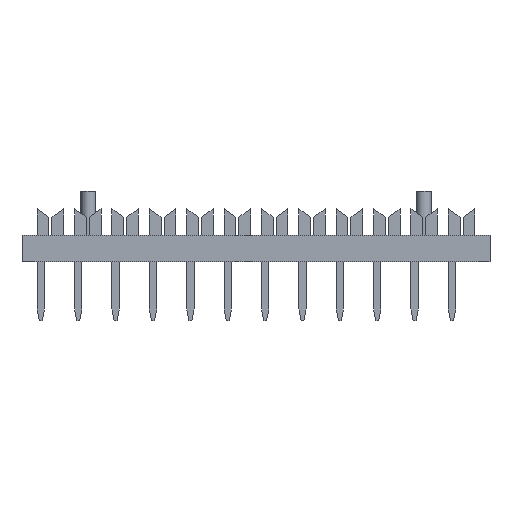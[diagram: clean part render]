
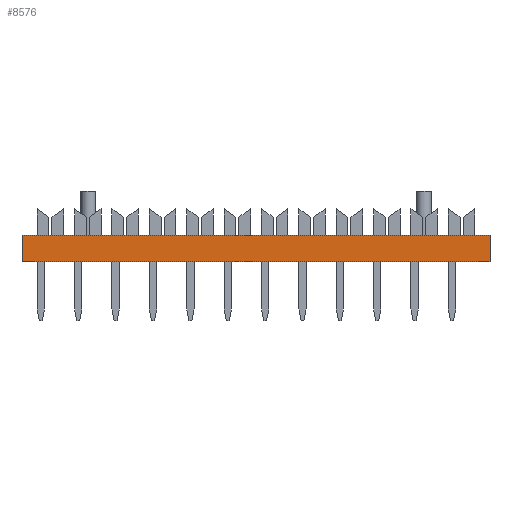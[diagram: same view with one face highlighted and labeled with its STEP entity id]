
A CAD part, left-side view. The second image highlights one B-rep face of the part: STEP entity #8576.
In plain terms, the highlighted planar face has unit normal (-1, 0, 0).
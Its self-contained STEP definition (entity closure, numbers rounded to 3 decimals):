
#497=FACE_OUTER_BOUND('',#943,.T.);
#943=EDGE_LOOP('',(#6710,#6711,#6712,#6713));
#2012=LINE('',#13086,#3100);
#2013=LINE('',#13088,#3101);
#2014=LINE('',#13090,#3102);
#2015=LINE('',#13091,#3103);
#3100=VECTOR('',#10841,10.);
#3101=VECTOR('',#10842,10.);
#3102=VECTOR('',#10843,10.);
#3103=VECTOR('',#10844,10.);
#3890=VERTEX_POINT('',#13084);
#3891=VERTEX_POINT('',#13085);
#3892=VERTEX_POINT('',#13087);
#3893=VERTEX_POINT('',#13089);
#4940=EDGE_CURVE('',#3890,#3891,#2012,.T.);
#4941=EDGE_CURVE('',#3891,#3892,#2013,.T.);
#4942=EDGE_CURVE('',#3893,#3892,#2014,.T.);
#4943=EDGE_CURVE('',#3890,#3893,#2015,.T.);
#6710=ORIENTED_EDGE('',*,*,#4940,.T.);
#6711=ORIENTED_EDGE('',*,*,#4941,.T.);
#6712=ORIENTED_EDGE('',*,*,#4942,.F.);
#6713=ORIENTED_EDGE('',*,*,#4943,.F.);
#7683=PLANE('',#9052);
#8576=ADVANCED_FACE('',(#497),#7683,.T.);
#9052=AXIS2_PLACEMENT_3D('',#13083,#10839,#10840);
#10839=DIRECTION('center_axis',(-1.,0.,0.));
#10840=DIRECTION('ref_axis',(0.,-1.,0.));
#10841=DIRECTION('',(0.,-1.,0.));
#10842=DIRECTION('',(0.,0.,1.));
#10843=DIRECTION('',(0.,-1.,0.));
#10844=DIRECTION('',(0.,0.,1.));
#13083=CARTESIAN_POINT('Origin',(-1.58,1.28,0.2));
#13084=CARTESIAN_POINT('',(-1.58,1.28,0.2));
#13085=CARTESIAN_POINT('',(-1.58,-30.52,0.2));
#13086=CARTESIAN_POINT('',(-1.58,-6.67,0.2));
#13087=CARTESIAN_POINT('',(-1.58,-30.52,2.));
#13088=CARTESIAN_POINT('',(-1.58,-30.52,0.2));
#13089=CARTESIAN_POINT('',(-1.58,1.28,2.));
#13090=CARTESIAN_POINT('',(-1.58,-6.67,2.));
#13091=CARTESIAN_POINT('',(-1.58,1.28,0.2));
